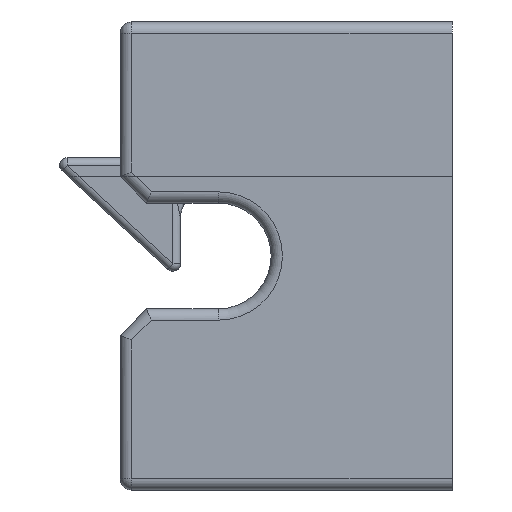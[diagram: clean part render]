
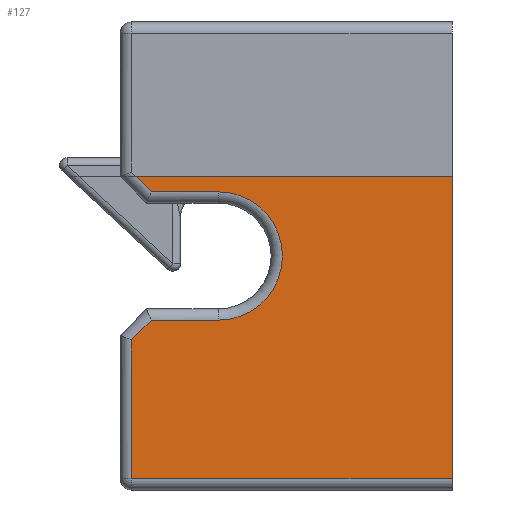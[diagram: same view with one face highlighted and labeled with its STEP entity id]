
A CAD part, left-side view. The second image highlights one B-rep face of the part: STEP entity #127.
In plain terms, the highlighted planar face has unit normal (-1, 0, 0).
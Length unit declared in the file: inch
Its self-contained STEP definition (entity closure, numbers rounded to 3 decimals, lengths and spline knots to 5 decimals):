
#127 = ADVANCED_FACE ( 'NONE', ( #841 ), #7660, .F. ) ;
#234 = DIRECTION ( 'NONE',  ( 0., -1., 0. ) ) ;
#707 = CARTESIAN_POINT ( 'NONE',  ( -4.1875, 0., -1.84375 ) ) ;
#730 = ORIENTED_EDGE ( 'NONE', *, *, #7233, .T. ) ;
#838 = VERTEX_POINT ( 'NONE', #2136 ) ;
#841 = FACE_OUTER_BOUND ( 'NONE', #7344, .T. ) ;
#952 = DIRECTION ( 'NONE',  ( 1., 0., 0. ) ) ;
#1137 = VECTOR ( 'NONE', #7868, 39.37008 ) ;
#1181 = EDGE_CURVE ( 'NONE', #2751, #838, #4644, .T. ) ;
#1277 = CARTESIAN_POINT ( 'NONE',  ( -4.1875, 0., -1.84375 ) ) ;
#1567 = ORIENTED_EDGE ( 'NONE', *, *, #4343, .T. ) ;
#1844 = VERTEX_POINT ( 'NONE', #8861 ) ;
#1880 = CARTESIAN_POINT ( 'NONE',  ( -4.1875, 2.65625, -0.69508 ) ) ;
#1889 = LINE ( 'NONE', #7915, #5474 ) ;
#1930 = ORIENTED_EDGE ( 'NONE', *, *, #7877, .T. ) ;
#2095 = VERTEX_POINT ( 'NONE', #1880 ) ;
#2119 = VECTOR ( 'NONE', #2915, 39.37008 ) ;
#2136 = CARTESIAN_POINT ( 'NONE',  ( -4.1875, 2.49242, 0.53125 ) ) ;
#2178 = CARTESIAN_POINT ( 'NONE',  ( -4.1875, 0., 1.9375 ) ) ;
#2346 = VERTEX_POINT ( 'NONE', #4331 ) ;
#2575 = CARTESIAN_POINT ( 'NONE',  ( -4.1875, 2.49242, -0.53125 ) ) ;
#2660 = CARTESIAN_POINT ( 'NONE',  ( -4.1875, 2.68371, -0.72254 ) ) ;
#2751 = VERTEX_POINT ( 'NONE', #7541 ) ;
#2757 = VECTOR ( 'NONE', #8307, 39.37008 ) ;
#2785 = VERTEX_POINT ( 'NONE', #6263 ) ;
#2873 = CARTESIAN_POINT ( 'NONE',  ( -4.1875, 0., -0.53125 ) ) ;
#2915 = DIRECTION ( 'NONE',  ( 0., 0., -1. ) ) ;
#3329 = VERTEX_POINT ( 'NONE', #6693 ) ;
#3392 = DIRECTION ( 'NONE',  ( 0., 0.707, -0.707 ) ) ;
#3678 = LINE ( 'NONE', #707, #7466 ) ;
#3819 = EDGE_CURVE ( 'NONE', #2346, #8799, #4498, .T. ) ;
#4095 = DIRECTION ( 'NONE',  ( 0., 0., -1. ) ) ;
#4331 = CARTESIAN_POINT ( 'NONE',  ( -4.1875, 1.9375, -0.53125 ) ) ;
#4343 = EDGE_CURVE ( 'NONE', #2095, #1844, #5387, .T. ) ;
#4354 = VECTOR ( 'NONE', #234, 39.37008 ) ;
#4498 = LINE ( 'NONE', #2873, #1137 ) ;
#4526 = CARTESIAN_POINT ( 'NONE',  ( -4.1875, 0., 0.53125 ) ) ;
#4644 = LINE ( 'NONE', #9047, #2757 ) ;
#4696 = ORIENTED_EDGE ( 'NONE', *, *, #3819, .T. ) ;
#4716 = AXIS2_PLACEMENT_3D ( 'NONE', #5243, #952, #5942 ) ;
#4798 = CARTESIAN_POINT ( 'NONE',  ( -4.1875, 0., 1.9375 ) ) ;
#5147 = ORIENTED_EDGE ( 'NONE', *, *, #7698, .F. ) ;
#5243 = CARTESIAN_POINT ( 'NONE',  ( -4.1875, 1.9375, 0. ) ) ;
#5366 = LINE ( 'NONE', #2660, #7036 ) ;
#5387 = LINE ( 'NONE', #7697, #8771 ) ;
#5474 = VECTOR ( 'NONE', #8664, 39.37008 ) ;
#5705 = DIRECTION ( 'NONE',  ( 0., -1., 0. ) ) ;
#5942 = DIRECTION ( 'NONE',  ( 0., 0., -1. ) ) ;
#5993 = AXIS2_PLACEMENT_3D ( 'NONE', #4798, #8411, #4095 ) ;
#6011 = CIRCLE ( 'NONE', #4716, 0.53125 ) ;
#6107 = ORIENTED_EDGE ( 'NONE', *, *, #7385, .T. ) ;
#6253 = ORIENTED_EDGE ( 'NONE', *, *, #6440, .T. ) ;
#6260 = LINE ( 'NONE', #4526, #4354 ) ;
#6263 = CARTESIAN_POINT ( 'NONE',  ( -4.1875, 0., 0.65625 ) ) ;
#6440 = EDGE_CURVE ( 'NONE', #1844, #8102, #3678, .T. ) ;
#6693 = CARTESIAN_POINT ( 'NONE',  ( -4.1875, 1.9375, 0.53125 ) ) ;
#7036 = VECTOR ( 'NONE', #3392, 39.37008 ) ;
#7233 = EDGE_CURVE ( 'NONE', #838, #3329, #6260, .T. ) ;
#7344 = EDGE_LOOP ( 'NONE', ( #5147, #7867, #730, #1930, #4696, #6107, #1567, #6253, #8645 ) ) ;
#7385 = EDGE_CURVE ( 'NONE', #8799, #2095, #5366, .T. ) ;
#7466 = VECTOR ( 'NONE', #5705, 39.37008 ) ;
#7541 = CARTESIAN_POINT ( 'NONE',  ( -4.1875, 2.61742, 0.65625 ) ) ;
#7595 = LINE ( 'NONE', #2178, #2119 ) ;
#7660 = PLANE ( 'NONE',  #5993 ) ;
#7667 = EDGE_CURVE ( 'NONE', #2785, #8102, #7595, .T. ) ;
#7697 = CARTESIAN_POINT ( 'NONE',  ( -4.1875, 2.65625, 1.9375 ) ) ;
#7698 = EDGE_CURVE ( 'NONE', #2751, #2785, #1889, .T. ) ;
#7867 = ORIENTED_EDGE ( 'NONE', *, *, #1181, .T. ) ;
#7868 = DIRECTION ( 'NONE',  ( 0., 1., 0. ) ) ;
#7877 = EDGE_CURVE ( 'NONE', #3329, #2346, #6011, .T. ) ;
#7915 = CARTESIAN_POINT ( 'NONE',  ( -4.1875, 0., 0.65625 ) ) ;
#8102 = VERTEX_POINT ( 'NONE', #1277 ) ;
#8307 = DIRECTION ( 'NONE',  ( 0., -0.707, -0.707 ) ) ;
#8411 = DIRECTION ( 'NONE',  ( 1., 0., 0. ) ) ;
#8453 = DIRECTION ( 'NONE',  ( 0., 0., -1. ) ) ;
#8645 = ORIENTED_EDGE ( 'NONE', *, *, #7667, .F. ) ;
#8664 = DIRECTION ( 'NONE',  ( 0., -1., 0. ) ) ;
#8771 = VECTOR ( 'NONE', #8453, 39.37008 ) ;
#8799 = VERTEX_POINT ( 'NONE', #2575 ) ;
#8861 = CARTESIAN_POINT ( 'NONE',  ( -4.1875, 2.65625, -1.84375 ) ) ;
#9047 = CARTESIAN_POINT ( 'NONE',  ( -4.1875, 2.46496, 0.50379 ) ) ;
